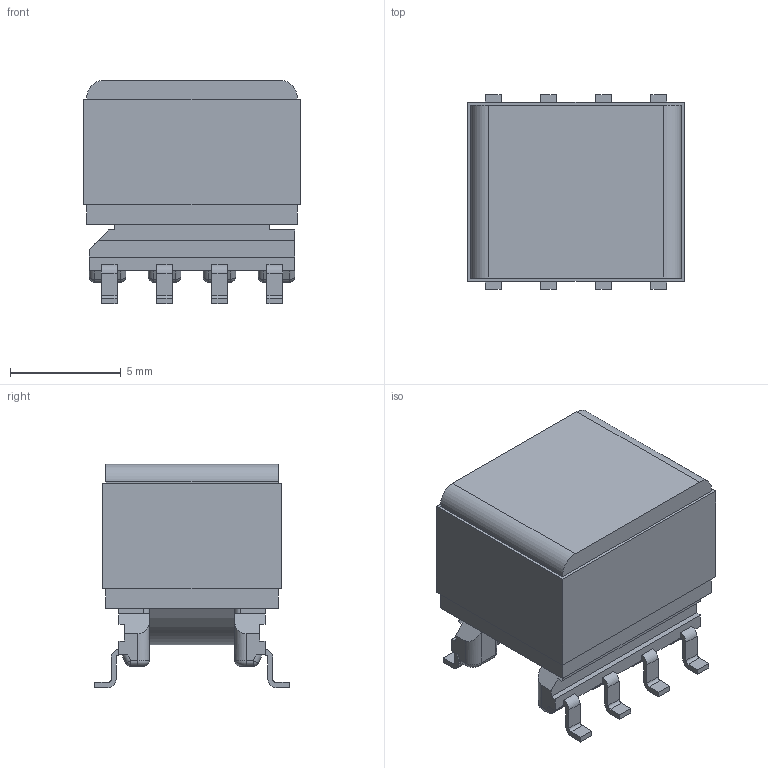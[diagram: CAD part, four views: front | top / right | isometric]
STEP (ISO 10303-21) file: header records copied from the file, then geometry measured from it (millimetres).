
FILE_DESCRIPTION(/* description */ ('Unknown'),/* implementation_level */ '2;1');
FILE_NAME(/* name */ 'T_Wurth_WE-IBTI-EP7_L9.78W9.5H10.54',/* time_stamp */ '2025-12-25T14:47:15+08:00',/* author */ ('Unknown'),/* organization */ ('Unknown'),/* preprocessor_version */ 'ST-DEVELOPER v19.4',/* originating_system */ 'Solid Edge',/* authorisation */ 'Unknown');
FILE_SCHEMA (('AUTOMOTIVE_DESIGN {1 0 10303 214 3 1 1}'));
Length unit declared in the file: millimetre
Products named in the file (2): T_Wurth_WE-IBTI-EP7_L9.78W9.5H10.54
Assembly tree (1 placements, depth 2):
  T_Wurth_WE-IBTI-EP7_L9.78W9.5H10.54
    T_Wurth_WE-IBTI-EP7_L9.78W9.5H10.54
Bounding box: 9.78 x 8.8 x 10.09 mm (x, y, z)
Volume: 517.5 mm3; surface area: 1000.3 mm2
Topology: 2 solids, 3 shells, 314 faces, 815 edges, 482 vertices
Faces by surface type: plane 158, cylinder 122, sphere 28, torus 6
Entity records: 11489 total; most frequent: CARTESIAN_POINT 1687, DIRECTION 1617, ORIENTED_EDGE 1574, EDGE_CURVE 787, AXIS2_PLACEMENT_3D 548, LINE 521, VECTOR 521, VERTEX_POINT 482
